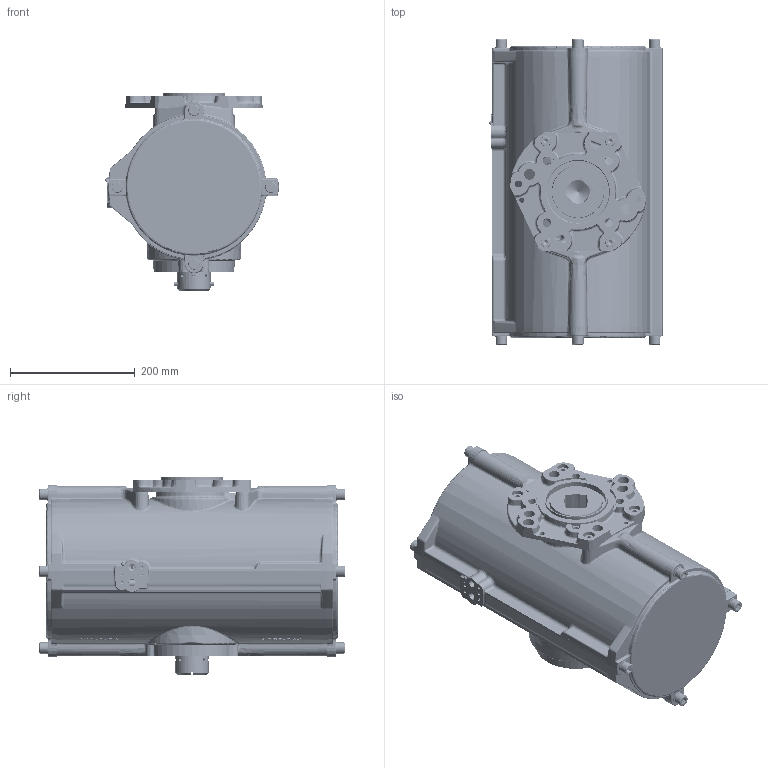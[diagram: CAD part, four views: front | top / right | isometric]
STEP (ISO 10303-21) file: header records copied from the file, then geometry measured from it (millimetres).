
FILE_DESCRIPTION((''),'2;1');
FILE_NAME('RD5380014000000.stp','2011-10-31T12:00:14',('ggavali'),(''),'Autodesk Inventor 2008','Autodesk Inventor 2008','');
FILE_SCHEMA(('AUTOMOTIVE_DESIGN { 1 0 10303 214 1 1 1 1 }'));
Length unit declared in the file: millimetre
Products named in the file (32): RD5380014000000; PBGEH53801400; RG1K0A5C0000P0; RFLK0A5AK100P0; 60545512; PBLAG538014ZR1; PBLAG538000ZR0; MBLAG538000ZR0; 7460099-01; 7460094-01; 63216084; 63215110; 6330239; 7250257-01; 61111115; 7460080-14; MBWAD538001400; RW1K0A5EFV36GB; 7292051-03; 61230708; PBKOD5380000; MBKOD5380000; RK1K0A5A; 625170180; 63217210; 625170680; PBDEL5205000; RD1K0A5A0100R0; 61617207; 60545615; 63213195; 7180001
Assembly tree (45 placements, depth 5):
  RD5380014000000
    PBGEH53801400
      RG1K0A5C0000P0
      RFLK0A5AK100P0
      60545512  x4
    PBLAG538014ZR1
      PBLAG538000ZR0
        MBLAG538000ZR0
          7460099-01
          7460094-01
          63216084  x2
          63215110
          6330239
        7250257-01
        61111115
      7460080-14
    MBWAD538001400
      RW1K0A5EFV36GB
      7292051-03
      61230708  x2
    PBKOD5380000  x2
      MBKOD5380000
        RK1K0A5A
        625170180
        63217210
      625170680
    PBDEL5205000  x2
      RD1K0A5A0100R0
      61617207
      60545615
      63213195
    7180001  x2
Bounding box: 278.33 x 489 x 315.5 mm (x, y, z)
Volume: 10044431.4 mm3; surface area: 2050600.5 mm2
Topology: 49 solids, 137 shells, 3877 faces, 9566 edges, 5743 vertices
Faces by surface type: bspline 1484, plane 782, cylinder 750, cone 429, torus 350, sphere 82
Full cylindrical faces by diameter (mm): 3.5 x2, 4.134 x4, 4.917 x3, 6 x4, 6.1 x2, 6.5 x2, 8 x8, 9 x1, 10 x4, 12 x9, 13 x16, 14.6 x52, 16 x5, 18 x8, 20 x8, 29.9 x1, 30 x1, 53 x1, 84 x8, 86 x1, 91 x4, 93.8 x2, 96 x1, 100 x6, 110 x1, 110.2 x1, 111.8 x2, 114 x1, 116 x1, 118 x5
Entity records: 484904 total; most frequent: CARTESIAN_POINT 426091, ORIENTED_EDGE 12524, DIRECTION 10248, EDGE_CURVE 6262, AXIS2_PLACEMENT_3D 4407, VERTEX_POINT 4111, EDGE_LOOP 3679, FACE_OUTER_BOUND 2888
